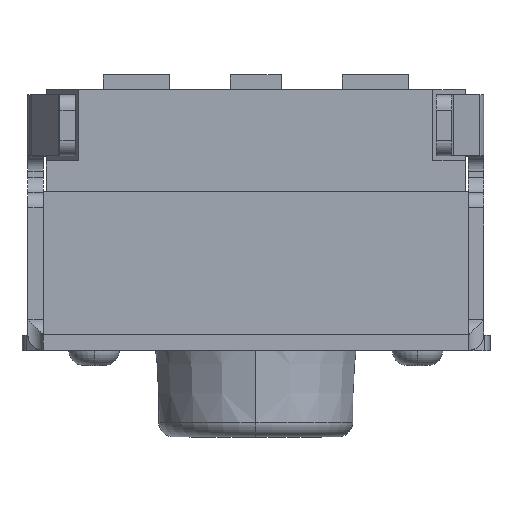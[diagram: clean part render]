
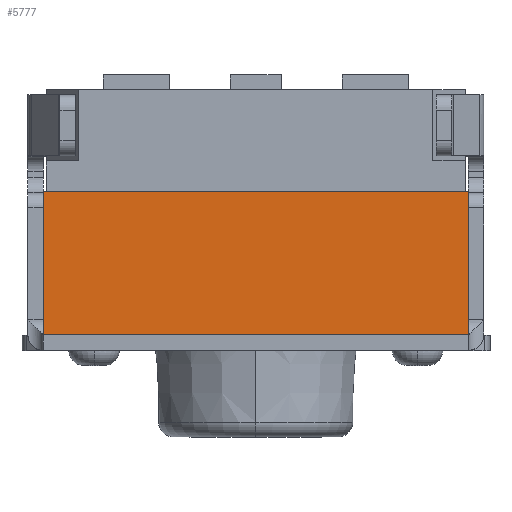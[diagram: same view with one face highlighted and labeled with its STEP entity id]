
A CAD part, top view. The second image highlights one B-rep face of the part: STEP entity #5777.
In plain terms, the highlighted planar face has unit normal (0, 0, 1).
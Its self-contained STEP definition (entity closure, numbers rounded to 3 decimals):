
#530 = ORIENTED_EDGE ( 'NONE', *, *, #24753, .T. ) ;
#719 = PLANE ( 'NONE',  #16429 ) ;
#931 = VERTEX_POINT ( 'NONE', #7234 ) ;
#1148 = LINE ( 'NONE', #11025, #6472 ) ;
#1673 = ORIENTED_EDGE ( 'NONE', *, *, #17220, .F. ) ;
#2672 = EDGE_CURVE ( 'NONE', #24788, #12655, #7572, .T. ) ;
#3667 = CARTESIAN_POINT ( 'NONE',  ( -2.09, 0.36, 3.35 ) ) ;
#3857 = EDGE_CURVE ( 'NONE', #11172, #24788, #17632, .T. ) ;
#4456 = DIRECTION ( 'NONE',  ( 1., 0., 0. ) ) ;
#4586 = DIRECTION ( 'NONE',  ( 0., 0., 1. ) ) ;
#5777 = ADVANCED_FACE ( 'NONE', ( #6881 ), #719, .T. ) ;
#5965 = CARTESIAN_POINT ( 'NONE',  ( -2.09, 1.36, 3.35 ) ) ;
#6350 = ORIENTED_EDGE ( 'NONE', *, *, #3857, .T. ) ;
#6472 = VECTOR ( 'NONE', #18857, 1000. ) ;
#6881 = FACE_OUTER_BOUND ( 'NONE', #20187, .T. ) ;
#7234 = CARTESIAN_POINT ( 'NONE',  ( 2.09, 0.36, 3.35 ) ) ;
#7572 = LINE ( 'NONE', #17315, #20645 ) ;
#8451 = VECTOR ( 'NONE', #13801, 1000. ) ;
#9979 = ORIENTED_EDGE ( 'NONE', *, *, #2672, .T. ) ;
#11025 = CARTESIAN_POINT ( 'NONE',  ( 2.09, 1.36, 3.35 ) ) ;
#11172 = VERTEX_POINT ( 'NONE', #3667 ) ;
#11985 = VECTOR ( 'NONE', #13158, 1000. ) ;
#12655 = VERTEX_POINT ( 'NONE', #20560 ) ;
#13158 = DIRECTION ( 'NONE',  ( 1., 0., 0. ) ) ;
#13801 = DIRECTION ( 'NONE',  ( 0., -1., 0. ) ) ;
#15522 = DIRECTION ( 'NONE',  ( 1., 0., 0. ) ) ;
#16429 = AXIS2_PLACEMENT_3D ( 'NONE', #18452, #4586, #4456 ) ;
#17220 = EDGE_CURVE ( 'NONE', #11172, #931, #20861, .T. ) ;
#17315 = CARTESIAN_POINT ( 'NONE',  ( -2.09, -1.05, 3.35 ) ) ;
#17632 = LINE ( 'NONE', #5965, #8451 ) ;
#18452 = CARTESIAN_POINT ( 'NONE',  ( 0., 0., 3.35 ) ) ;
#18857 = DIRECTION ( 'NONE',  ( 0., 1., 0. ) ) ;
#20187 = EDGE_LOOP ( 'NONE', ( #1673, #6350, #9979, #530 ) ) ;
#20560 = CARTESIAN_POINT ( 'NONE',  ( 2.09, -1.05, 3.35 ) ) ;
#20645 = VECTOR ( 'NONE', #15522, 1000. ) ;
#20861 = LINE ( 'NONE', #22896, #11985 ) ;
#22896 = CARTESIAN_POINT ( 'NONE',  ( 0., 0.36, 3.35 ) ) ;
#24728 = CARTESIAN_POINT ( 'NONE',  ( -2.09, -1.05, 3.35 ) ) ;
#24753 = EDGE_CURVE ( 'NONE', #12655, #931, #1148, .T. ) ;
#24788 = VERTEX_POINT ( 'NONE', #24728 ) ;
